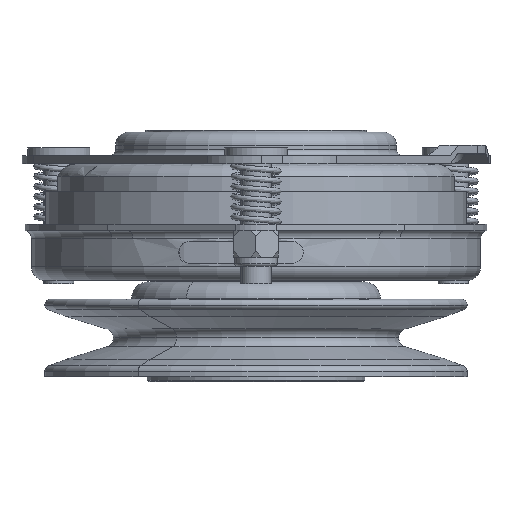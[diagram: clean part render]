
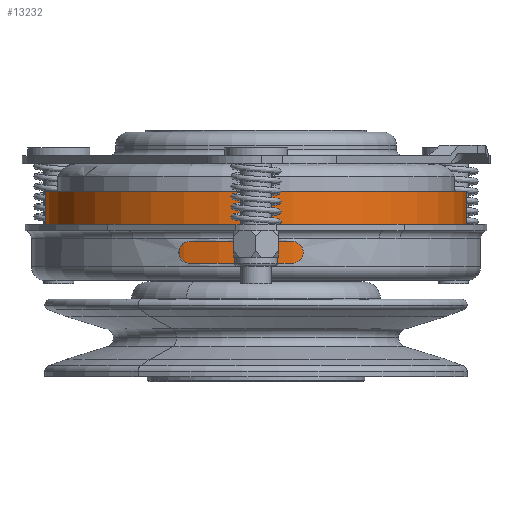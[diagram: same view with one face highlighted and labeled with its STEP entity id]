
A CAD part, front view. The second image highlights one B-rep face of the part: STEP entity #13232.
In plain terms, the highlighted cylindrical face has radius 67.5 mm (diameter 135 mm), a partial arc.
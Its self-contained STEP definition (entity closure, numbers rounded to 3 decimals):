
#393 = AXIS2_PLACEMENT_3D ( 'NONE', #18736, #9857, #1007 ) ;
#770 = DIRECTION ( 'NONE',  ( 1., 0., 0. ) ) ;
#1007 = DIRECTION ( 'NONE',  ( 1., 0., 0. ) ) ;
#3206 = EDGE_CURVE ( 'NONE', #6724, #13206, #16874, .T. ) ;
#4019 = CARTESIAN_POINT ( 'NONE',  ( 67.5, 0., 48.79 ) ) ;
#5088 = DIRECTION ( 'NONE',  ( 0., 0., -1. ) ) ;
#5491 = EDGE_CURVE ( 'NONE', #13206, #15575, #8675, .T. ) ;
#5519 = DIRECTION ( 'NONE',  ( 0., 0., 1. ) ) ;
#6724 = VERTEX_POINT ( 'NONE', #16766 ) ;
#7550 = ORIENTED_EDGE ( 'NONE', *, *, #5491, .T. ) ;
#7858 = EDGE_CURVE ( 'NONE', #18659, #15575, #13205, .T. ) ;
#8297 = FACE_OUTER_BOUND ( 'NONE', #15629, .T. ) ;
#8675 = CIRCLE ( 'NONE', #18989, 67.5 ) ;
#9744 = CARTESIAN_POINT ( 'NONE',  ( 0., 0., 48.79 ) ) ;
#9857 = DIRECTION ( 'NONE',  ( 0., 0., 1. ) ) ;
#10065 = CARTESIAN_POINT ( 'NONE',  ( -67.5, 0., 48.79 ) ) ;
#10446 = CARTESIAN_POINT ( 'NONE',  ( 0., 0., -19. ) ) ;
#10796 = CIRCLE ( 'NONE', #393, 67.5 ) ;
#12275 = VECTOR ( 'NONE', #14290, 1000. ) ;
#12513 = VECTOR ( 'NONE', #5519, 1000. ) ;
#13009 = CARTESIAN_POINT ( 'NONE',  ( -67.5, 0., -45.5 ) ) ;
#13205 = LINE ( 'NONE', #10065, #12275 ) ;
#13206 = VERTEX_POINT ( 'NONE', #18568 ) ;
#13232 = ADVANCED_FACE ( 'NONE', ( #8297 ), #15285, .T. ) ;
#13803 = ORIENTED_EDGE ( 'NONE', *, *, #18554, .T. ) ;
#14290 = DIRECTION ( 'NONE',  ( 0., 0., 1. ) ) ;
#14353 = AXIS2_PLACEMENT_3D ( 'NONE', #9744, #18631, #17133 ) ;
#15285 = CYLINDRICAL_SURFACE ( 'NONE', #14353, 67.5 ) ;
#15575 = VERTEX_POINT ( 'NONE', #18014 ) ;
#15629 = EDGE_LOOP ( 'NONE', ( #15658, #13803, #17895, #7550 ) ) ;
#15658 = ORIENTED_EDGE ( 'NONE', *, *, #7858, .F. ) ;
#16766 = CARTESIAN_POINT ( 'NONE',  ( 67.5, 0., -45.5 ) ) ;
#16874 = LINE ( 'NONE', #4019, #12513 ) ;
#17133 = DIRECTION ( 'NONE',  ( 1., 0., 0. ) ) ;
#17895 = ORIENTED_EDGE ( 'NONE', *, *, #3206, .T. ) ;
#18014 = CARTESIAN_POINT ( 'NONE',  ( -67.5, 0., -19. ) ) ;
#18554 = EDGE_CURVE ( 'NONE', #18659, #6724, #10796, .T. ) ;
#18568 = CARTESIAN_POINT ( 'NONE',  ( 67.5, 0., -19. ) ) ;
#18631 = DIRECTION ( 'NONE',  ( 0., 0., 1. ) ) ;
#18659 = VERTEX_POINT ( 'NONE', #13009 ) ;
#18736 = CARTESIAN_POINT ( 'NONE',  ( 0., 0., -45.5 ) ) ;
#18989 = AXIS2_PLACEMENT_3D ( 'NONE', #10446, #5088, #770 ) ;
